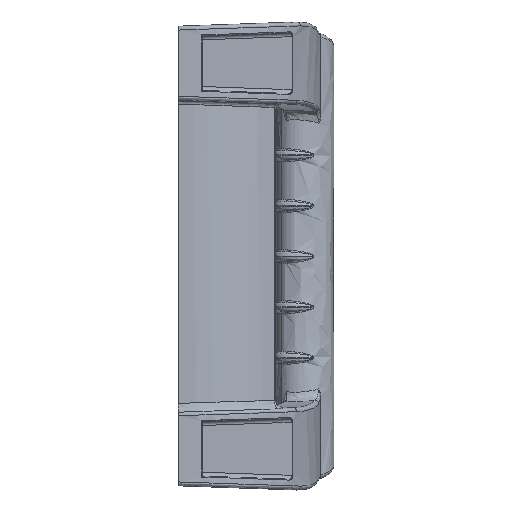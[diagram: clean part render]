
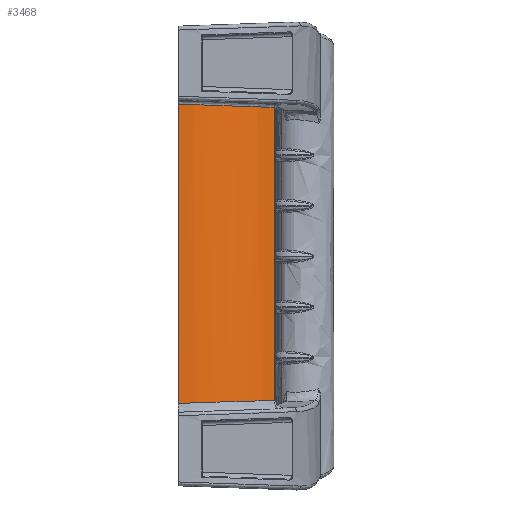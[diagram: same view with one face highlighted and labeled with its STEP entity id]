
A CAD part, front view. The second image highlights one B-rep face of the part: STEP entity #3468.
In plain terms, the highlighted free-form (B-spline) face has degree [3, 1] with [4, 2] control points.
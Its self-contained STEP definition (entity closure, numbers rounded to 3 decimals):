
#347=B_SPLINE_CURVE_WITH_KNOTS('',3,(#16523,#16524,#16525,#16526,#16527,
#16528,#16529,#16530,#16531,#16532,#16533,#16534,#16535,#16536,#16537,#16538,
#16539,#16540,#16541,#16542,#16543,#16544,#16545,#16546,#16547,#16548,#16549,
#16550,#16551,#16552,#16553,#16554,#16555,#16556,#16557,#16558,#16559,#16560,
#16561,#16562,#16563,#16564),.UNSPECIFIED.,.F.,.F.,(4,2,2,2,2,2,2,2,2,2,
2,2,2,2,2,2,2,2,2,2,4),(0.,0.007,0.007,
0.01,0.011,0.012,0.014,
0.014,0.021,0.028,0.028,
0.031,0.032,0.035,0.035,
0.042,0.042,0.046,0.049,
0.049,0.056),.UNSPECIFIED.);
#348=B_SPLINE_CURVE_WITH_KNOTS('',3,(#16565,#16566,#16567,#16568,#16569,
#16570,#16571,#16572,#16573,#16574,#16575,#16576,#16577,#16578,#16579,#16580,
#16581,#16582,#16583,#16584,#16585,#16586,#16587,#16588),.UNSPECIFIED.,
 .F.,.F.,(4,2,2,2,1,1,1,1,2,2,2,2,2,4),(0.,0.25,0.375,
0.438,0.469,0.484,0.492,
0.496,0.5,0.5,0.625,
0.75,0.875,1.),.UNSPECIFIED.);
#430=(
BOUNDED_SURFACE()
B_SPLINE_SURFACE(3,1,((#16515,#16516),(#16517,#16518),(#16519,#16520),(#16521,
#16522)),.UNSPECIFIED.,.F.,.F.,.F.)
B_SPLINE_SURFACE_WITH_KNOTS((4,4),(2,2),(0.,1.),(0.,32.248),
 .UNSPECIFIED.)
GEOMETRIC_REPRESENTATION_ITEM()
RATIONAL_B_SPLINE_SURFACE(((1.,1.),(0.95,0.95),
(0.95,0.95),(1.,1.)))
REPRESENTATION_ITEM('')
SURFACE()
);
#593=FACE_OUTER_BOUND('',#815,.T.);
#815=EDGE_LOOP('',(#2899,#2900,#2901,#2902));
#1003=LINE('',#10459,#1183);
#1058=LINE('',#16348,#1238);
#1183=VECTOR('',#3980,153.672);
#1238=VECTOR('',#4199,150.471);
#1601=VERTEX_POINT('',#10456);
#1602=VERTEX_POINT('',#10458);
#1697=VERTEX_POINT('',#16346);
#1698=VERTEX_POINT('',#16347);
#1953=EDGE_CURVE('',#1602,#1601,#1003,.T.);
#2133=EDGE_CURVE('',#1697,#1698,#1058,.T.);
#2138=EDGE_CURVE('',#1601,#1698,#347,.T.);
#2139=EDGE_CURVE('',#1697,#1602,#348,.T.);
#2899=ORIENTED_EDGE('',*,*,#1953,.T.);
#2900=ORIENTED_EDGE('',*,*,#2138,.T.);
#2901=ORIENTED_EDGE('',*,*,#2133,.F.);
#2902=ORIENTED_EDGE('',*,*,#2139,.T.);
#3468=ADVANCED_FACE('',(#593),#430,.T.);
#3980=DIRECTION('',(0.,0.,-1.));
#4199=DIRECTION('',(0.,0.,-1.));
#10456=CARTESIAN_POINT('',(0.,-15.,-75.673));
#10458=CARTESIAN_POINT('',(0.,-15.,77.999));
#10459=CARTESIAN_POINT('',(0.,-15.,135.626));
#16346=CARTESIAN_POINT('',(49.365,7.885,76.274));
#16347=CARTESIAN_POINT('',(49.365,7.885,-74.197));
#16348=CARTESIAN_POINT('',(49.365,7.885,135.626));
#16515=CARTESIAN_POINT('Ctrl Pts',(49.365,7.885,78.921));
#16516=CARTESIAN_POINT('Ctrl Pts',(49.365,7.885,-243.557));
#16517=CARTESIAN_POINT('Ctrl Pts',(36.013,-6.974,78.921));
#16518=CARTESIAN_POINT('Ctrl Pts',(36.013,-6.974,-243.557));
#16519=CARTESIAN_POINT('Ctrl Pts',(18.701,-15.,78.921));
#16520=CARTESIAN_POINT('Ctrl Pts',(18.701,-15.,-243.557));
#16521=CARTESIAN_POINT('Ctrl Pts',(0.,-15.,78.921));
#16522=CARTESIAN_POINT('Ctrl Pts',(0.,-15.,-243.557));
#16523=CARTESIAN_POINT('Ctrl Pts',(0.,-15.,
-75.673));
#16524=CARTESIAN_POINT('Ctrl Pts',(2.179,-15.,-75.595));
#16525=CARTESIAN_POINT('Ctrl Pts',(4.348,-14.886,-75.518));
#16526=CARTESIAN_POINT('Ctrl Pts',(6.675,-14.641,-75.438));
#16527=CARTESIAN_POINT('Ctrl Pts',(6.842,-14.623,-75.432));
#16528=CARTESIAN_POINT('Ctrl Pts',(8.008,-14.49,-75.392));
#16529=CARTESIAN_POINT('Ctrl Pts',(9.004,-14.353,-75.358));
#16530=CARTESIAN_POINT('Ctrl Pts',(10.162,-14.165,-75.319));
#16531=CARTESIAN_POINT('Ctrl Pts',(10.325,-14.138,-75.314));
#16532=CARTESIAN_POINT('Ctrl Pts',(10.907,-14.038,-75.294));
#16533=CARTESIAN_POINT('Ctrl Pts',(11.326,-13.962,-75.28));
#16534=CARTESIAN_POINT('Ctrl Pts',(12.322,-13.771,-75.247));
#16535=CARTESIAN_POINT('Ctrl Pts',(12.898,-13.653,-75.228));
#16536=CARTESIAN_POINT('Ctrl Pts',(13.625,-13.492,-75.204));
#16537=CARTESIAN_POINT('Ctrl Pts',(13.777,-13.458,-75.199));
#16538=CARTESIAN_POINT('Ctrl Pts',(16.068,-12.934,-75.125));
#16539=CARTESIAN_POINT('Ctrl Pts',(18.168,-12.337,-75.058));
#16540=CARTESIAN_POINT('Ctrl Pts',(22.444,-10.883,-74.925));
#16541=CARTESIAN_POINT('Ctrl Pts',(24.615,-10.011,-74.859));
#16542=CARTESIAN_POINT('Ctrl Pts',(26.848,-8.972,-74.793));
#16543=CARTESIAN_POINT('Ctrl Pts',(26.953,-8.923,-74.79));
#16544=CARTESIAN_POINT('Ctrl Pts',(28.017,-8.421,-74.759));
#16545=CARTESIAN_POINT('Ctrl Pts',(28.967,-7.945,-74.731));
#16546=CARTESIAN_POINT('Ctrl Pts',(30.,-7.395,-74.702));
#16547=CARTESIAN_POINT('Ctrl Pts',(30.092,-7.347,-74.699));
#16548=CARTESIAN_POINT('Ctrl Pts',(31.135,-6.785,-74.669));
#16549=CARTESIAN_POINT('Ctrl Pts',(32.079,-6.249,-74.643));
#16550=CARTESIAN_POINT('Ctrl Pts',(33.082,-5.645,-74.615));
#16551=CARTESIAN_POINT('Ctrl Pts',(33.158,-5.599,-74.613));
#16552=CARTESIAN_POINT('Ctrl Pts',(35.187,-4.369,-74.556));
#16553=CARTESIAN_POINT('Ctrl Pts',(37.074,-3.09,-74.505));
#16554=CARTESIAN_POINT('Ctrl Pts',(38.945,-1.686,-74.456));
#16555=CARTESIAN_POINT('Ctrl Pts',(38.99,-1.652,-74.455));
#16556=CARTESIAN_POINT('Ctrl Pts',(39.938,-0.937,-74.43));
#16557=CARTESIAN_POINT('Ctrl Pts',(40.825,-0.233,
-74.407));
#16558=CARTESIAN_POINT('Ctrl Pts',(42.613,1.255,-74.361));
#16559=CARTESIAN_POINT('Ctrl Pts',(43.507,2.038,-74.339));
#16560=CARTESIAN_POINT('Ctrl Pts',(44.397,2.856,-74.317));
#16561=CARTESIAN_POINT('Ctrl Pts',(44.413,2.871,-74.316));
#16562=CARTESIAN_POINT('Ctrl Pts',(46.152,4.472,-74.273));
#16563=CARTESIAN_POINT('Ctrl Pts',(47.796,6.139,-74.234));
#16564=CARTESIAN_POINT('Ctrl Pts',(49.365,7.885,-74.197));
#16565=CARTESIAN_POINT('Ctrl Pts',(49.365,7.885,76.274));
#16566=CARTESIAN_POINT('Ctrl Pts',(46.394,4.579,76.371));
#16567=CARTESIAN_POINT('Ctrl Pts',(43.051,1.445,76.481));
#16568=CARTESIAN_POINT('Ctrl Pts',(37.48,-2.806,76.67));
#16569=CARTESIAN_POINT('Ctrl Pts',(35.531,-4.147,76.737));
#16570=CARTESIAN_POINT('Ctrl Pts',(32.474,-6.02,76.842));
#16571=CARTESIAN_POINT('Ctrl Pts',(31.433,-6.621,76.878));
#16572=CARTESIAN_POINT('Ctrl Pts',(29.839,-7.484,76.934));
#16573=CARTESIAN_POINT('Ctrl Pts',(29.034,-7.906,76.962));
#16574=CARTESIAN_POINT('Ctrl Pts',(28.081,-8.382,76.995));
#16575=CARTESIAN_POINT('Ctrl Pts',(27.6,-8.615,77.012));
#16576=CARTESIAN_POINT('Ctrl Pts',(27.329,-8.745,77.021));
#16577=CARTESIAN_POINT('Ctrl Pts',(27.196,-8.808,77.026));
#16578=CARTESIAN_POINT('Ctrl Pts',(27.127,-8.841,77.028));
#16579=CARTESIAN_POINT('Ctrl Pts',(27.121,-8.844,77.029));
#16580=CARTESIAN_POINT('Ctrl Pts',(25.701,-9.515,77.079));
#16581=CARTESIAN_POINT('Ctrl Pts',(24.083,-10.219,77.136));
#16582=CARTESIAN_POINT('Ctrl Pts',(20.425,-11.6,77.267));
#16583=CARTESIAN_POINT('Ctrl Pts',(18.384,-12.277,77.34));
#16584=CARTESIAN_POINT('Ctrl Pts',(13.868,-13.481,77.501));
#16585=CARTESIAN_POINT('Ctrl Pts',(11.392,-14.009,77.59));
#16586=CARTESIAN_POINT('Ctrl Pts',(6.01,-14.768,77.783));
#16587=CARTESIAN_POINT('Ctrl Pts',(3.104,-15.,77.887));
#16588=CARTESIAN_POINT('Ctrl Pts',(0.,-15.,77.999));
